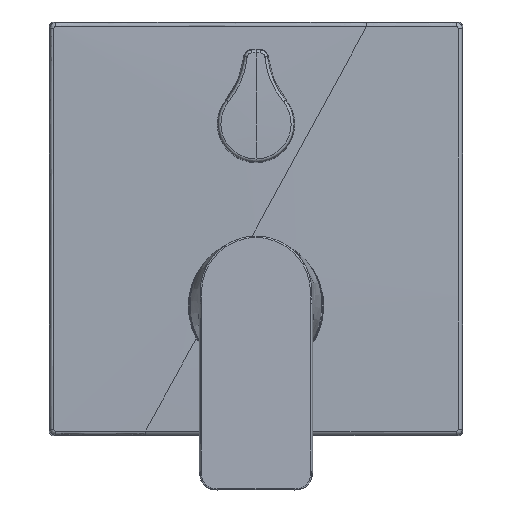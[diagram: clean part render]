
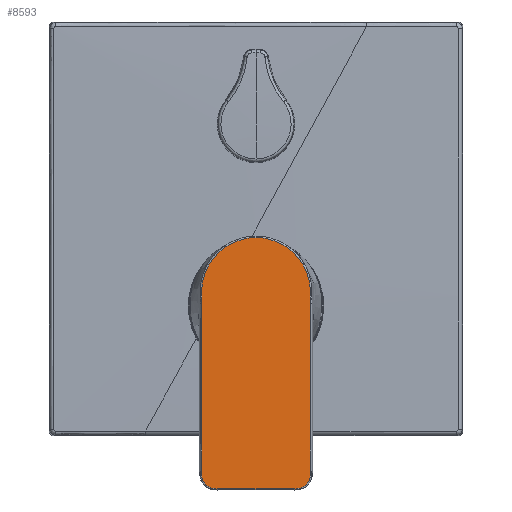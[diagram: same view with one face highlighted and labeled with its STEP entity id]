
A CAD part, top view. The second image highlights one B-rep face of the part: STEP entity #8593.
In plain terms, the highlighted planar face has unit normal (0, 0.018, 1).
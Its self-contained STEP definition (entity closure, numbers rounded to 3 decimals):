
#200 = CARTESIAN_POINT ( 'NONE',  ( -19.709, -87.862, 90.896 ) ) ;
#276 = CARTESIAN_POINT ( 'NONE',  ( 16.926, -93.772, 90.999 ) ) ;
#303 = EDGE_CURVE ( 'NONE', #3800, #1594, #871, .T. ) ;
#468 = EDGE_CURVE ( 'NONE', #8782, #2028, #2026, .T. ) ;
#580 = CARTESIAN_POINT ( 'NONE',  ( -19.307, -19.059, 89.695 ) ) ;
#637 = ORIENTED_EDGE ( 'NONE', *, *, #1929, .T. ) ;
#667 = CARTESIAN_POINT ( 'NONE',  ( 19.706, -24.148, 89.784 ) ) ;
#672 = ORIENTED_EDGE ( 'NONE', *, *, #3442, .T. ) ;
#871 = LINE ( 'NONE', #1634, #8905 ) ;
#944 = CARTESIAN_POINT ( 'NONE',  ( -13.528, -94.278, 91.008 ) ) ;
#950 = CARTESIAN_POINT ( 'NONE',  ( -19.709, -57.465, 90.365 ) ) ;
#1003 = ORIENTED_EDGE ( 'NONE', *, *, #303, .F. ) ;
#1087 = LINE ( 'NONE', #7556, #4338 ) ;
#1172 = CARTESIAN_POINT ( 'NONE',  ( -18.464, -15.506, 89.633 ) ) ;
#1203 = CARTESIAN_POINT ( 'NONE',  ( -19.707, -26.338, 89.822 ) ) ;
#1226 = ORIENTED_EDGE ( 'NONE', *, *, #2162, .T. ) ;
#1261 = CARTESIAN_POINT ( 'NONE',  ( 19.439, -19.779, 89.707 ) ) ;
#1362 = ORIENTED_EDGE ( 'NONE', *, *, #4163, .F. ) ;
#1459 = EDGE_LOOP ( 'NONE', ( #637, #1362, #3356, #1226, #672, #2885, #1003 ) ) ;
#1594 = VERTEX_POINT ( 'NONE', #6364 ) ;
#1634 = CARTESIAN_POINT ( 'NONE',  ( 19.712, -57.465, 90.365 ) ) ;
#1680 = VERTEX_POINT ( 'NONE', #6486 ) ;
#1929 = EDGE_CURVE ( 'NONE', #3800, #7745, #2972, .T. ) ;
#1954 = CARTESIAN_POINT ( 'NONE',  ( -19.704, -25.608, 89.809 ) ) ;
#2026 = LINE ( 'NONE', #950, #6784 ) ;
#2028 = VERTEX_POINT ( 'NONE', #5370 ) ;
#2043 = CARTESIAN_POINT ( 'NONE',  ( -19.657, -21.958, 89.745 ) ) ;
#2098 = CARTESIAN_POINT ( 'NONE',  ( 19.71, -26.338, 89.822 ) ) ;
#2126 = CARTESIAN_POINT ( 'NONE',  ( 14.382, -9.418, 89.527 ) ) ;
#2162 = EDGE_CURVE ( 'NONE', #2028, #1680, #8099, .T. ) ;
#2484 = CARTESIAN_POINT ( 'NONE',  ( 19.708, -89.596, 90.926 ) ) ;
#2547 = CARTESIAN_POINT ( 'NONE',  ( -15.264, -94.255, 91.007 ) ) ;
#2703 = CARTESIAN_POINT ( 'NONE',  ( -13.335, -8.385, 89.509 ) ) ;
#2792 = CARTESIAN_POINT ( 'NONE',  ( 19.309, -19.059, 89.695 ) ) ;
#2797 = CARTESIAN_POINT ( 'NONE',  ( -19.612, -21.229, 89.733 ) ) ;
#2805 = B_SPLINE_CURVE_WITH_KNOTS ( 'NONE', 3,
 ( #7974, #1203, #1954, #3435, #3531, #2043, #2797, #3563, #580, #1172, #6376, #7149, #2703, #7404, #2949, #8128, #5907, #4353 ),
 .UNSPECIFIED., .F., .F.,
 ( 4, 2, 2, 2, 2, 2, 2, 2, 4 ),
 ( 0., 0.063, 0.125, 0.188, 0.25, 0.5, 0.625, 0.75, 1. ),
 .UNSPECIFIED. ) ;
#2822 = CARTESIAN_POINT ( 'NONE',  ( 18.467, -15.506, 89.633 ) ) ;
#2885 = ORIENTED_EDGE ( 'NONE', *, *, #8267, .F. ) ;
#2949 = CARTESIAN_POINT ( 'NONE',  ( -9.793, -5.802, 89.463 ) ) ;
#2972 = B_SPLINE_CURVE_WITH_KNOTS ( 'NONE', 3,
 ( #8724, #2098, #7301, #667, #8846, #3586, #5780, #1261, #2792, #2822, #8785, #2126, #8091, #9553, #7240, #5030, #7327, #7209 ),
 .UNSPECIFIED., .F., .F.,
 ( 4, 2, 2, 2, 2, 2, 2, 2, 4 ),
 ( 0., 0.063, 0.125, 0.188, 0.25, 0.5, 0.625, 0.75, 1. ),
 .UNSPECIFIED. ) ;
#2988 = CARTESIAN_POINT ( 'NONE',  ( -19.709, -27.068, 89.835 ) ) ;
#3111 = DIRECTION ( 'NONE',  ( 1., 0., 0. ) ) ;
#3195 = CARTESIAN_POINT ( 'NONE',  ( -19.705, -89.596, 90.926 ) ) ;
#3356 = ORIENTED_EDGE ( 'NONE', *, *, #468, .T. ) ;
#3435 = CARTESIAN_POINT ( 'NONE',  ( -19.703, -24.148, 89.784 ) ) ;
#3442 = EDGE_CURVE ( 'NONE', #1680, #7411, #1087, .T. ) ;
#3531 = CARTESIAN_POINT ( 'NONE',  ( -19.702, -23.418, 89.771 ) ) ;
#3563 = CARTESIAN_POINT ( 'NONE',  ( -19.437, -19.779, 89.707 ) ) ;
#3586 = CARTESIAN_POINT ( 'NONE',  ( 19.66, -21.958, 89.745 ) ) ;
#3800 = VERTEX_POINT ( 'NONE', #5798 ) ;
#3913 = CARTESIAN_POINT ( 'NONE',  ( -17.692, -93.32, 90.991 ) ) ;
#3983 = CARTESIAN_POINT ( 'NONE',  ( 17.695, -93.32, 90.991 ) ) ;
#4017 = CARTESIAN_POINT ( 'NONE',  ( 14.391, -94.283, 91.008 ) ) ;
#4163 = EDGE_CURVE ( 'NONE', #8782, #7745, #2805, .T. ) ;
#4195 = PLANE ( 'NONE',  #4670 ) ;
#4271 = CARTESIAN_POINT ( 'NONE',  ( 0.001, -3.253, 89.419 ) ) ;
#4338 = VECTOR ( 'NONE', #3111, 1000. ) ;
#4353 = CARTESIAN_POINT ( 'NONE',  ( 0.001, -3.253, 89.419 ) ) ;
#4625 = CARTESIAN_POINT ( 'NONE',  ( -18.881, -92.064, 90.969 ) ) ;
#4670 = AXIS2_PLACEMENT_3D ( 'NONE', #8007, #5069, #5161 ) ;
#4734 = CARTESIAN_POINT ( 'NONE',  ( 19.712, -87.862, 90.896 ) ) ;
#5030 = CARTESIAN_POINT ( 'NONE',  ( 5.841, -3.91, 89.43 ) ) ;
#5069 = DIRECTION ( 'NONE',  ( 0., 0.017, 1. ) ) ;
#5161 = DIRECTION ( 'NONE',  ( 1., 0., 0. ) ) ;
#5370 = CARTESIAN_POINT ( 'NONE',  ( -19.709, -87.862, 90.896 ) ) ;
#5442 = CARTESIAN_POINT ( 'NONE',  ( 19.716, -88.722, 90.911 ) ) ;
#5479 = CARTESIAN_POINT ( 'NONE',  ( 15.266, -94.255, 91.007 ) ) ;
#5780 = CARTESIAN_POINT ( 'NONE',  ( 19.615, -21.229, 89.733 ) ) ;
#5798 = CARTESIAN_POINT ( 'NONE',  ( 19.712, -27.068, 89.835 ) ) ;
#5907 = CARTESIAN_POINT ( 'NONE',  ( -2.919, -3.253, 89.419 ) ) ;
#6052 = DIRECTION ( 'NONE',  ( 0., -1., 0.017 ) ) ;
#6148 = DIRECTION ( 'NONE',  ( 0., -1., 0.017 ) ) ;
#6170 = FACE_OUTER_BOUND ( 'NONE', #1459, .T. ) ;
#6212 = CARTESIAN_POINT ( 'NONE',  ( -19.713, -88.722, 90.911 ) ) ;
#6263 = CARTESIAN_POINT ( 'NONE',  ( 13.531, -94.278, 91.008 ) ) ;
#6364 = CARTESIAN_POINT ( 'NONE',  ( 19.712, -87.862, 90.896 ) ) ;
#6376 = CARTESIAN_POINT ( 'NONE',  ( -17.138, -12.822, 89.586 ) ) ;
#6486 = CARTESIAN_POINT ( 'NONE',  ( -13.528, -94.278, 91.008 ) ) ;
#6784 = VECTOR ( 'NONE', #6148, 1000. ) ;
#6995 = CARTESIAN_POINT ( 'NONE',  ( -16.923, -93.772, 90.999 ) ) ;
#7149 = CARTESIAN_POINT ( 'NONE',  ( -14.379, -9.418, 89.527 ) ) ;
#7209 = CARTESIAN_POINT ( 'NONE',  ( 0.001, -3.253, 89.419 ) ) ;
#7240 = CARTESIAN_POINT ( 'NONE',  ( 9.796, -5.802, 89.463 ) ) ;
#7301 = CARTESIAN_POINT ( 'NONE',  ( 19.707, -25.608, 89.809 ) ) ;
#7327 = CARTESIAN_POINT ( 'NONE',  ( 2.922, -3.253, 89.419 ) ) ;
#7404 = CARTESIAN_POINT ( 'NONE',  ( -11.04, -6.578, 89.477 ) ) ;
#7411 = VERTEX_POINT ( 'NONE', #8416 ) ;
#7556 = CARTESIAN_POINT ( 'NONE',  ( 0.001, -94.278, 91.008 ) ) ;
#7745 = VERTEX_POINT ( 'NONE', #4271 ) ;
#7749 = CARTESIAN_POINT ( 'NONE',  ( -14.388, -94.283, 91.008 ) ) ;
#7974 = CARTESIAN_POINT ( 'NONE',  ( -19.709, -27.068, 89.835 ) ) ;
#8007 = CARTESIAN_POINT ( 'NONE',  ( 30.28, -2.749, 89.41 ) ) ;
#8091 = CARTESIAN_POINT ( 'NONE',  ( 13.338, -8.385, 89.509 ) ) ;
#8099 = B_SPLINE_CURVE_WITH_KNOTS ( 'NONE', 3,
 ( #200, #6212, #3195, #8368, #4625, #3913, #6995, #2547, #7749, #944 ),
 .UNSPECIFIED., .F., .F.,
 ( 4, 2, 2, 2, 4 ),
 ( 0., 0.25, 0.5, 0.75, 1. ),
 .UNSPECIFIED. ) ;
#8128 = CARTESIAN_POINT ( 'NONE',  ( -5.838, -3.91, 89.43 ) ) ;
#8267 = EDGE_CURVE ( 'NONE', #1594, #7411, #9019, .T. ) ;
#8368 = CARTESIAN_POINT ( 'NONE',  ( -19.287, -91.272, 90.955 ) ) ;
#8416 = CARTESIAN_POINT ( 'NONE',  ( 13.531, -94.278, 91.008 ) ) ;
#8446 = CARTESIAN_POINT ( 'NONE',  ( 19.29, -91.272, 90.955 ) ) ;
#8484 = CARTESIAN_POINT ( 'NONE',  ( 18.883, -92.064, 90.969 ) ) ;
#8593 = ADVANCED_FACE ( 'NONE', ( #6170 ), #4195, .T. ) ;
#8724 = CARTESIAN_POINT ( 'NONE',  ( 19.712, -27.068, 89.835 ) ) ;
#8782 = VERTEX_POINT ( 'NONE', #2988 ) ;
#8785 = CARTESIAN_POINT ( 'NONE',  ( 17.141, -12.822, 89.586 ) ) ;
#8846 = CARTESIAN_POINT ( 'NONE',  ( 19.705, -23.418, 89.771 ) ) ;
#8905 = VECTOR ( 'NONE', #6052, 1000. ) ;
#9019 = B_SPLINE_CURVE_WITH_KNOTS ( 'NONE', 3,
 ( #4734, #5442, #2484, #8446, #8484, #3983, #276, #5479, #4017, #6263 ),
 .UNSPECIFIED., .F., .F.,
 ( 4, 2, 2, 2, 4 ),
 ( 0., 0.25, 0.5, 0.75, 1. ),
 .UNSPECIFIED. ) ;
#9553 = CARTESIAN_POINT ( 'NONE',  ( 11.043, -6.578, 89.477 ) ) ;
